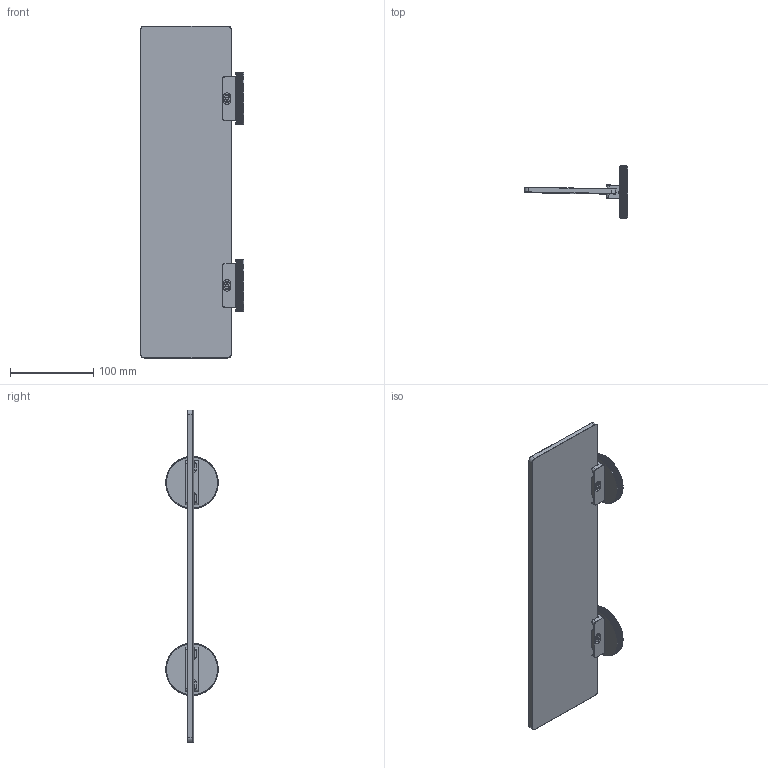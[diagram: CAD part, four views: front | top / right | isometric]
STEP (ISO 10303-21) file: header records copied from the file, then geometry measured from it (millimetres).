
FILE_DESCRIPTION (( 'STEP AP203' ), '1' );
FILE_NAME ('412-8600 Marq Edit Shower Shelf.STEP', '2024-12-12T01:36:55', ( '' ), ( '' ), 'SwSTEP 2.0', 'SolidWorks 2021', '' );
FILE_SCHEMA (( 'CONFIG_CONTROL_DESIGN' ));
Products named in the file (1): 412-8600 Marq Edit Shower Shelf
Bounding box: 124.58 x 63 x 400 mm (x, y, z)
Volume: 302922.4 mm3; surface area: 125023.6 mm2
Topology: 11 solids, 11 shells, 13649 faces, 28668 edges, 15047 vertices
Faces by surface type: plane 5752, cone 4862, cylinder 2982, torus 40, bspline 9, sphere 4
Entity records: 363654 total; most frequent: CARTESIAN_POINT 95424, ORIENTED_EDGE 57312, DIRECTION 52946, EDGE_CURVE 28656, AXIS2_PLACEMENT_3D 21996, VERTEX_POINT 15047, EDGE_LOOP 13691, FACE_OUTER_BOUND 13649
